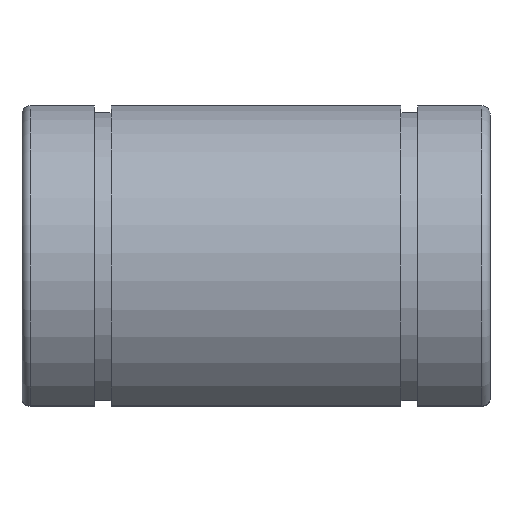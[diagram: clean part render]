
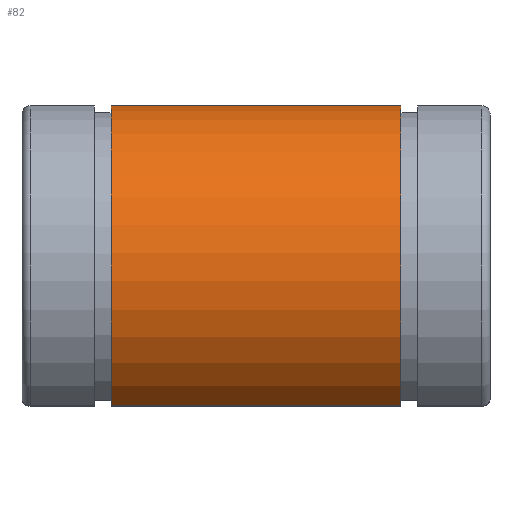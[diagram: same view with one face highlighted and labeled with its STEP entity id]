
A CAD part, top view. The second image highlights one B-rep face of the part: STEP entity #82.
In plain terms, the highlighted cylindrical face has radius 13 mm (diameter 26 mm), a partial arc.
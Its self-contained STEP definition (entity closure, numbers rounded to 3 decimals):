
#82 = ADVANCED_FACE( '', ( #159, #160 ), #161, .T. );
#159 = FACE_OUTER_BOUND( '', #228, .T. );
#160 = FACE_BOUND( '', #229, .T. );
#161 = CYLINDRICAL_SURFACE( '', #230, 13. );
#228 = EDGE_LOOP( '', ( #404, #405, #406, #407 ) );
#229 = EDGE_LOOP( '', ( #408 ) );
#230 = AXIS2_PLACEMENT_3D( '', #409, #410, #411 );
#404 = ORIENTED_EDGE( '', *, *, #462, .T. );
#405 = ORIENTED_EDGE( '', *, *, #474, .T. );
#406 = ORIENTED_EDGE( '', *, *, #449, .F. );
#407 = ORIENTED_EDGE( '', *, *, #433, .T. );
#408 = ORIENTED_EDGE( '', *, *, #466, .T. );
#409 = CARTESIAN_POINT( '', ( 36., 0., 0. ) );
#410 = DIRECTION( '', ( -1., 0., 0. ) );
#411 = DIRECTION( '', ( 0., 0., -1. ) );
#433 = EDGE_CURVE( '', #519, #517, #520, .F. );
#449 = EDGE_CURVE( '', #519, #544, #545, .T. );
#462 = EDGE_CURVE( '', #517, #562, #563, .T. );
#466 = EDGE_CURVE( '', #568, #568, #569, .T. );
#474 = EDGE_CURVE( '', #562, #544, #578, .T. );
#517 = VERTEX_POINT( '', #648 );
#519 = VERTEX_POINT( '', #651 );
#520 = LINE( '', #652, #653 );
#544 = VERTEX_POINT( '', #695 );
#545 = CIRCLE( '', #696, 13. );
#562 = VERTEX_POINT( '', #717 );
#563 = CIRCLE( '', #718, 13. );
#568 = VERTEX_POINT( '', #724 );
#569 = B_SPLINE_CURVE_WITH_KNOTS( '', 3, ( #725, #726, #727, #728, #729, #730, #731, #732, #733, #734, #735, #736, #737, #738, #739, #740, #741, #742, #743, #744, #745, #746, #747, #748, #749, #750, #751, #752, #753, #754, #755, #756, #757, #758, #759, #760, #761, #762, #763, #764, #765, #766, #767, #768, #769, #770, #771, #772, #773, #774, #775, #776, #777, #778 ), .UNSPECIFIED., .T., .F., ( 2, 2, 2, 2, 2, 2, 2, 2, 2, 2, 2, 2, 2, 2, 2, 2, 2, 2, 2, 2, 2, 2, 2, 2, 2, 2, 2, 2, 2 ), ( -0.001, 0., 0., 0.001, 0.001, 0.001, 0.002, 0.002, 0.003, 0.003, 0.003, 0.004, 0.004, 0.004, 0.004, 0.005, 0.005, 0.006, 0.006, 0.006, 0.007, 0.007, 0.007, 0.008, 0.008, 0.008, 0.009, 0.009, 0.01 ), .UNSPECIFIED. );
#578 = LINE( '', #805, #806 );
#648 = CARTESIAN_POINT( '', ( 6.85, -10.131, -8.147 ) );
#651 = CARTESIAN_POINT( '', ( 29.15, -10.131, -8.147 ) );
#652 = CARTESIAN_POINT( '', ( 36., -10.131, -8.147 ) );
#653 = VECTOR( '', #839, 1000. );
#695 = CARTESIAN_POINT( '', ( 29.15, -10.131, 8.147 ) );
#696 = AXIS2_PLACEMENT_3D( '', #858, #859, #860 );
#717 = CARTESIAN_POINT( '', ( 6.85, -10.131, 8.147 ) );
#718 = AXIS2_PLACEMENT_3D( '', #877, #878, #879 );
#724 = CARTESIAN_POINT( '', ( 16.5, 0., -13. ) );
#725 = CARTESIAN_POINT( '', ( 16.5, 0.198, -13. ) );
#726 = CARTESIAN_POINT( '', ( 16.5, -0.099, -13. ) );
#727 = CARTESIAN_POINT( '', ( 16.51, -0.197, -12.999 ) );
#728 = CARTESIAN_POINT( '', ( 16.548, -0.389, -12.995 ) );
#729 = CARTESIAN_POINT( '', ( 16.577, -0.484, -12.991 ) );
#730 = CARTESIAN_POINT( '', ( 16.652, -0.665, -12.983 ) );
#731 = CARTESIAN_POINT( '', ( 16.698, -0.752, -12.979 ) );
#732 = CARTESIAN_POINT( '', ( 16.807, -0.915, -12.968 ) );
#733 = CARTESIAN_POINT( '', ( 16.87, -0.992, -12.962 ) );
#734 = CARTESIAN_POINT( '', ( 17.078, -1.199, -12.945 ) );
#735 = CARTESIAN_POINT( '', ( 17.245, -1.311, -12.934 ) );
#736 = CARTESIAN_POINT( '', ( 17.606, -1.46, -12.918 ) );
#737 = CARTESIAN_POINT( '', ( 17.803, -1.5, -12.913 ) );
#738 = CARTESIAN_POINT( '', ( 18.097, -1.5, -12.913 ) );
#739 = CARTESIAN_POINT( '', ( 18.197, -1.49, -12.914 ) );
#740 = CARTESIAN_POINT( '', ( 18.389, -1.452, -12.919 ) );
#741 = CARTESIAN_POINT( '', ( 18.483, -1.424, -12.922 ) );
#742 = CARTESIAN_POINT( '', ( 18.664, -1.349, -12.93 ) );
#743 = CARTESIAN_POINT( '', ( 18.752, -1.302, -12.935 ) );
#744 = CARTESIAN_POINT( '', ( 18.914, -1.193, -12.945 ) );
#745 = CARTESIAN_POINT( '', ( 18.99, -1.131, -12.951 ) );
#746 = CARTESIAN_POINT( '', ( 19.13, -0.991, -12.962 ) );
#747 = CARTESIAN_POINT( '', ( 19.192, -0.915, -12.968 ) );
#748 = CARTESIAN_POINT( '', ( 19.301, -0.753, -12.978 ) );
#749 = CARTESIAN_POINT( '', ( 19.348, -0.665, -12.983 ) );
#750 = CARTESIAN_POINT( '', ( 19.423, -0.484, -12.991 ) );
#751 = CARTESIAN_POINT( '', ( 19.452, -0.39, -12.994 ) );
#752 = CARTESIAN_POINT( '', ( 19.49, -0.198, -12.999 ) );
#753 = CARTESIAN_POINT( '', ( 19.5, -0.098, -13. ) );
#754 = CARTESIAN_POINT( '', ( 19.5, 0.195, -13. ) );
#755 = CARTESIAN_POINT( '', ( 19.461, 0.393, -12.995 ) );
#756 = CARTESIAN_POINT( '', ( 19.311, 0.754, -12.979 ) );
#757 = CARTESIAN_POINT( '', ( 19.2, 0.921, -12.968 ) );
#758 = CARTESIAN_POINT( '', ( 18.993, 1.129, -12.951 ) );
#759 = CARTESIAN_POINT( '', ( 18.916, 1.192, -12.945 ) );
#760 = CARTESIAN_POINT( '', ( 18.753, 1.301, -12.935 ) );
#761 = CARTESIAN_POINT( '', ( 18.667, 1.347, -12.93 ) );
#762 = CARTESIAN_POINT( '', ( 18.485, 1.423, -12.922 ) );
#763 = CARTESIAN_POINT( '', ( 18.39, 1.452, -12.919 ) );
#764 = CARTESIAN_POINT( '', ( 18.198, 1.49, -12.914 ) );
#765 = CARTESIAN_POINT( '', ( 18.101, 1.5, -12.913 ) );
#766 = CARTESIAN_POINT( '', ( 17.902, 1.5, -12.913 ) );
#767 = CARTESIAN_POINT( '', ( 17.805, 1.49, -12.914 ) );
#768 = CARTESIAN_POINT( '', ( 17.613, 1.452, -12.919 ) );
#769 = CARTESIAN_POINT( '', ( 17.517, 1.424, -12.922 ) );
#770 = CARTESIAN_POINT( '', ( 17.336, 1.349, -12.93 ) );
#771 = CARTESIAN_POINT( '', ( 17.25, 1.303, -12.935 ) );
#772 = CARTESIAN_POINT( '', ( 17.087, 1.194, -12.945 ) );
#773 = CARTESIAN_POINT( '', ( 17.009, 1.131, -12.951 ) );
#774 = CARTESIAN_POINT( '', ( 16.802, 0.923, -12.968 ) );
#775 = CARTESIAN_POINT( '', ( 16.69, 0.756, -12.979 ) );
#776 = CARTESIAN_POINT( '', ( 16.54, 0.395, -12.995 ) );
#777 = CARTESIAN_POINT( '', ( 16.5, 0.198, -13. ) );
#778 = CARTESIAN_POINT( '', ( 16.5, -0.099, -13. ) );
#805 = CARTESIAN_POINT( '', ( 36., -10.131, 8.147 ) );
#806 = VECTOR( '', #888, 1000. );
#839 = DIRECTION( '', ( 1., 0., 0. ) );
#858 = CARTESIAN_POINT( '', ( 29.15, 0., 0. ) );
#859 = DIRECTION( '', ( 1., 0., 0. ) );
#860 = DIRECTION( '', ( 0., 0., -1. ) );
#877 = CARTESIAN_POINT( '', ( 6.85, 0., 0. ) );
#878 = DIRECTION( '', ( 1., 0., 0. ) );
#879 = DIRECTION( '', ( 0., 0., -1. ) );
#888 = DIRECTION( '', ( 1., 0., 0. ) );
